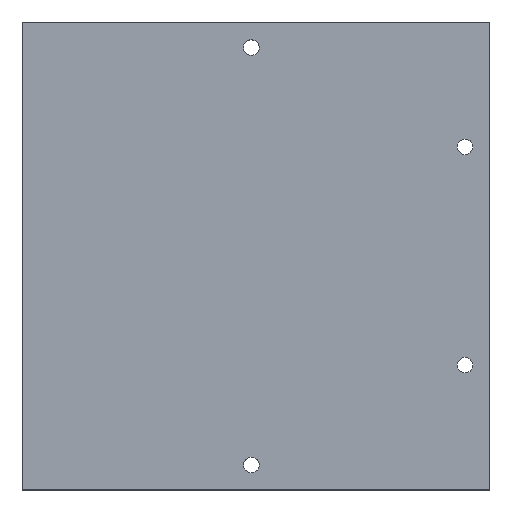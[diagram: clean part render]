
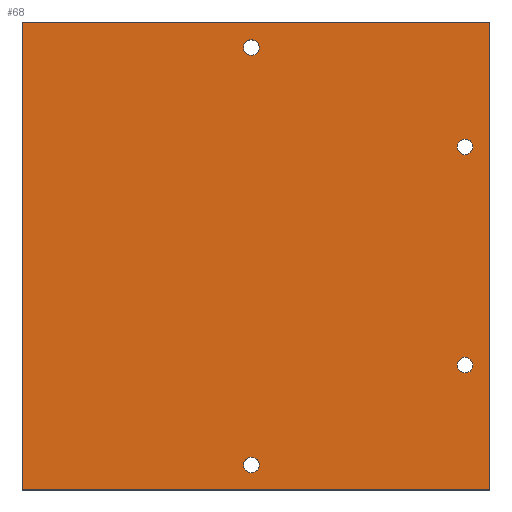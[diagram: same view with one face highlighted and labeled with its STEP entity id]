
A CAD part, top view. The second image highlights one B-rep face of the part: STEP entity #68.
In plain terms, the highlighted planar face has unit normal (0, 0, 1).
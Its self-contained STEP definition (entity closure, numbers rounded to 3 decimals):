
#38=FACE_BOUND('',#88,.T.);
#39=FACE_BOUND('',#89,.T.);
#40=FACE_BOUND('',#90,.T.);
#41=FACE_BOUND('',#91,.T.);
#42=FACE_BOUND('',#92,.T.);
#56=CIRCLE('',#211,2.5);
#57=CIRCLE('',#212,2.5);
#58=CIRCLE('',#213,2.5);
#59=CIRCLE('',#214,2.5);
#68=ADVANCED_FACE('',(#38,#39,#40,#41,#42),#78,.T.);
#78=PLANE('',#215);
#88=EDGE_LOOP('',(#122));
#89=EDGE_LOOP('',(#123));
#90=EDGE_LOOP('',(#124));
#91=EDGE_LOOP('',(#125));
#92=EDGE_LOOP('',(#126,#127,#128,#129));
#122=ORIENTED_EDGE('',*,*,#174,.F.);
#123=ORIENTED_EDGE('',*,*,#175,.F.);
#124=ORIENTED_EDGE('',*,*,#176,.F.);
#125=ORIENTED_EDGE('',*,*,#177,.F.);
#126=ORIENTED_EDGE('',*,*,#164,.T.);
#127=ORIENTED_EDGE('',*,*,#168,.T.);
#128=ORIENTED_EDGE('',*,*,#171,.T.);
#129=ORIENTED_EDGE('',*,*,#173,.T.);
#148=VERTEX_POINT('',#280);
#149=VERTEX_POINT('',#282);
#151=VERTEX_POINT('',#288);
#153=VERTEX_POINT('',#294);
#154=VERTEX_POINT('',#301);
#155=VERTEX_POINT('',#303);
#156=VERTEX_POINT('',#305);
#157=VERTEX_POINT('',#307);
#164=EDGE_CURVE('',#149,#148,#184,.T.);
#168=EDGE_CURVE('',#148,#151,#188,.T.);
#171=EDGE_CURVE('',#151,#153,#191,.T.);
#173=EDGE_CURVE('',#153,#149,#193,.T.);
#174=EDGE_CURVE('',#154,#154,#56,.T.);
#175=EDGE_CURVE('',#155,#155,#57,.T.);
#176=EDGE_CURVE('',#156,#156,#58,.T.);
#177=EDGE_CURVE('',#157,#157,#59,.T.);
#184=LINE('',#281,#196);
#188=LINE('',#289,#200);
#191=LINE('',#295,#203);
#193=LINE('',#298,#205);
#196=VECTOR('',#229,1.);
#200=VECTOR('',#235,1.);
#203=VECTOR('',#240,1.);
#205=VECTOR('',#244,1.);
#211=AXIS2_PLACEMENT_3D('',#300,#247,#248);
#212=AXIS2_PLACEMENT_3D('',#302,#249,#250);
#213=AXIS2_PLACEMENT_3D('',#304,#251,#252);
#214=AXIS2_PLACEMENT_3D('',#306,#253,#254);
#215=AXIS2_PLACEMENT_3D('',#308,#255,#256);
#229=DIRECTION('',(0.,-1.,0.));
#235=DIRECTION('',(1.,0.,0.));
#240=DIRECTION('',(0.,1.,0.));
#244=DIRECTION('',(-1.,0.,0.));
#247=DIRECTION('',(0.,0.,1.));
#248=DIRECTION('',(0.,-1.,0.));
#249=DIRECTION('',(0.,0.,1.));
#250=DIRECTION('',(0.,-1.,0.));
#251=DIRECTION('',(0.,0.,1.));
#252=DIRECTION('',(0.,-1.,0.));
#253=DIRECTION('',(0.,0.,1.));
#254=DIRECTION('',(0.,-1.,0.));
#255=DIRECTION('',(0.,0.,1.));
#256=DIRECTION('',(1.,0.,0.));
#280=CARTESIAN_POINT('',(0.,0.,10.));
#281=CARTESIAN_POINT('',(0.,150.,10.));
#282=CARTESIAN_POINT('',(0.,150.,10.));
#288=CARTESIAN_POINT('',(150.,0.,10.));
#289=CARTESIAN_POINT('',(0.,0.,10.));
#294=CARTESIAN_POINT('',(150.,150.,10.));
#295=CARTESIAN_POINT('',(150.,0.,10.));
#298=CARTESIAN_POINT('',(150.,150.,10.));
#300=CARTESIAN_POINT('',(73.5,141.773,10.));
#301=CARTESIAN_POINT('',(73.5,139.273,10.));
#302=CARTESIAN_POINT('',(73.501,8.,10.));
#303=CARTESIAN_POINT('',(73.501,5.5,10.));
#304=CARTESIAN_POINT('',(142.,40.,10.));
#305=CARTESIAN_POINT('',(142.,37.5,10.));
#306=CARTESIAN_POINT('',(142.,109.987,10.));
#307=CARTESIAN_POINT('',(142.,107.487,10.));
#308=CARTESIAN_POINT('',(0.,0.,10.));
